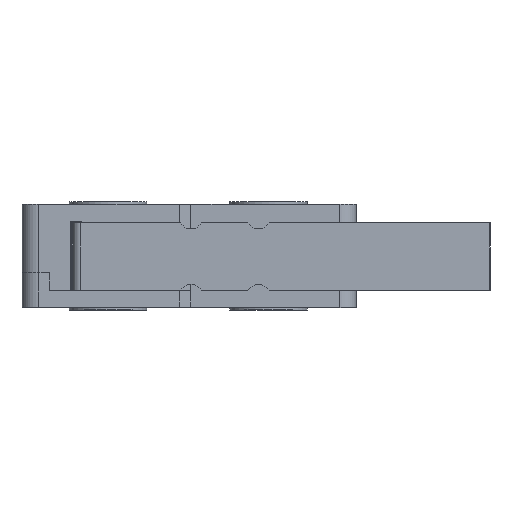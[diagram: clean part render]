
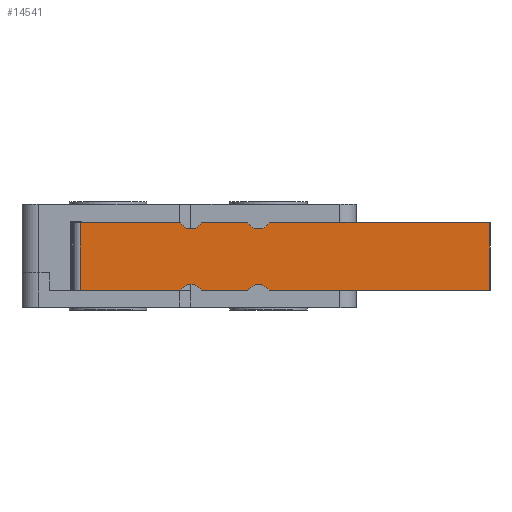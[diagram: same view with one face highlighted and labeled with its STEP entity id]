
A CAD part, top view. The second image highlights one B-rep face of the part: STEP entity #14541.
In plain terms, the highlighted planar face has unit normal (-0.013, 0, 1).
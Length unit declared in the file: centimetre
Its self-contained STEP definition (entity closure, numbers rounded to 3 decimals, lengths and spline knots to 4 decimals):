
#804=CIRCLE('',#15361,0.075);
#806=CIRCLE('',#15364,0.075);
#807=CIRCLE('',#15366,0.075);
#809=CIRCLE('',#15369,0.075);
#962=FACE_OUTER_BOUND('',#1768,.T.);
#1768=EDGE_LOOP('',(#9633,#9634,#9635,#9636,#9637,#9638,#9639,#9640,#9641,
#9642,#9643,#9644));
#2650=LINE('',#19057,#4287);
#2652=LINE('',#19060,#4289);
#2653=LINE('',#19063,#4290);
#2654=LINE('',#19064,#4291);
#2655=LINE('',#19065,#4292);
#2656=LINE('',#19067,#4293);
#2657=LINE('',#19069,#4294);
#2658=LINE('',#19070,#4295);
#4287=VECTOR('',#16085,1.);
#4289=VECTOR('',#16089,1.);
#4290=VECTOR('',#16092,1.);
#4291=VECTOR('',#16093,1.);
#4292=VECTOR('',#16094,1.);
#4293=VECTOR('',#16095,1.);
#4294=VECTOR('',#16096,1.);
#4295=VECTOR('',#16097,1.);
#5911=VERTEX_POINT('',#19013);
#5913=VERTEX_POINT('',#19017);
#5915=VERTEX_POINT('',#19022);
#5917=VERTEX_POINT('',#19026);
#5918=VERTEX_POINT('',#19030);
#5920=VERTEX_POINT('',#19033);
#5922=VERTEX_POINT('',#19039);
#5924=VERTEX_POINT('',#19042);
#5929=VERTEX_POINT('',#19055);
#5930=VERTEX_POINT('',#19062);
#5931=VERTEX_POINT('',#19066);
#5932=VERTEX_POINT('',#19068);
#7384=EDGE_CURVE('',#5911,#5913,#804,.T.);
#7388=EDGE_CURVE('',#5915,#5917,#806,.T.);
#7390=EDGE_CURVE('',#5920,#5918,#807,.T.);
#7394=EDGE_CURVE('',#5924,#5922,#809,.T.);
#7402=EDGE_CURVE('',#5917,#5929,#2650,.T.);
#7404=EDGE_CURVE('',#5913,#5915,#2652,.T.);
#7405=EDGE_CURVE('',#5930,#5929,#2653,.T.);
#7406=EDGE_CURVE('',#5930,#5920,#2654,.T.);
#7407=EDGE_CURVE('',#5918,#5924,#2655,.T.);
#7408=EDGE_CURVE('',#5922,#5931,#2656,.T.);
#7409=EDGE_CURVE('',#5932,#5931,#2657,.T.);
#7410=EDGE_CURVE('',#5932,#5911,#2658,.T.);
#9633=ORIENTED_EDGE('',*,*,#7384,.T.);
#9634=ORIENTED_EDGE('',*,*,#7404,.T.);
#9635=ORIENTED_EDGE('',*,*,#7388,.T.);
#9636=ORIENTED_EDGE('',*,*,#7402,.T.);
#9637=ORIENTED_EDGE('',*,*,#7405,.F.);
#9638=ORIENTED_EDGE('',*,*,#7406,.T.);
#9639=ORIENTED_EDGE('',*,*,#7390,.T.);
#9640=ORIENTED_EDGE('',*,*,#7407,.T.);
#9641=ORIENTED_EDGE('',*,*,#7394,.T.);
#9642=ORIENTED_EDGE('',*,*,#7408,.T.);
#9643=ORIENTED_EDGE('',*,*,#7409,.F.);
#9644=ORIENTED_EDGE('',*,*,#7410,.T.);
#14026=PLANE('',#15375);
#14541=ADVANCED_FACE('',(#962),#14026,.T.);
#15361=AXIS2_PLACEMENT_3D('',#19019,#16050,#16051);
#15364=AXIS2_PLACEMENT_3D('',#19028,#16058,#16059);
#15366=AXIS2_PLACEMENT_3D('',#19034,#16063,#16064);
#15369=AXIS2_PLACEMENT_3D('',#19043,#16071,#16072);
#15375=AXIS2_PLACEMENT_3D('',#19061,#16090,#16091);
#16050=DIRECTION('center_axis',(0.013,0.,
-1.));
#16051=DIRECTION('ref_axis',(-1.,0.,-0.013));
#16058=DIRECTION('center_axis',(0.013,0.,
-1.));
#16059=DIRECTION('ref_axis',(-1.,0.,-0.013));
#16063=DIRECTION('center_axis',(0.013,0.,
-1.));
#16064=DIRECTION('ref_axis',(-1.,0.,-0.013));
#16071=DIRECTION('center_axis',(0.013,0.,
-1.));
#16072=DIRECTION('ref_axis',(-1.,0.,-0.013));
#16085=DIRECTION('',(-1.,0.,-0.013));
#16089=DIRECTION('',(-1.,0.,-0.013));
#16090=DIRECTION('center_axis',(-0.013,0.,
1.));
#16091=DIRECTION('ref_axis',(1.,0.,0.013));
#16092=DIRECTION('',(0.,1.,0.));
#16093=DIRECTION('',(1.,0.,0.013));
#16094=DIRECTION('',(1.,0.,0.013));
#16095=DIRECTION('',(1.,0.,0.013));
#16096=DIRECTION('',(0.,-1.,0.));
#16097=DIRECTION('',(-1.,0.,-0.013));
#19013=CARTESIAN_POINT('',(0.9539,-0.11,0.89));
#19017=CARTESIAN_POINT('',(0.827,-0.11,0.8884));
#19019=CARTESIAN_POINT('Origin',(0.8904,-0.07,
0.8892));
#19022=CARTESIAN_POINT('',(0.5539,-0.11,0.8847));
#19026=CARTESIAN_POINT('',(0.427,-0.11,0.883));
#19028=CARTESIAN_POINT('Origin',(0.4904,-0.07,
0.8839));
#19030=CARTESIAN_POINT('',(0.5539,-0.51,0.8847));
#19033=CARTESIAN_POINT('',(0.427,-0.51,0.883));
#19034=CARTESIAN_POINT('Origin',(0.4904,-0.55,0.8839));
#19039=CARTESIAN_POINT('',(0.9539,-0.51,0.89));
#19042=CARTESIAN_POINT('',(0.827,-0.51,0.8884));
#19043=CARTESIAN_POINT('Origin',(0.8904,-0.55,0.8892));
#19055=CARTESIAN_POINT('',(-0.1645,-0.11,0.8752));
#19057=CARTESIAN_POINT('',(-0.1645,-0.11,0.8752));
#19060=CARTESIAN_POINT('',(-0.1645,-0.11,0.8752));
#19061=CARTESIAN_POINT('Origin',(2.2603,-0.31,0.9074));
#19062=CARTESIAN_POINT('',(-0.1645,-0.51,0.8752));
#19063=CARTESIAN_POINT('',(-0.1645,-0.31,0.8752));
#19064=CARTESIAN_POINT('',(-0.1645,-0.51,0.8752));
#19065=CARTESIAN_POINT('',(-0.1645,-0.51,0.8752));
#19066=CARTESIAN_POINT('',(2.2603,-0.51,0.9074));
#19067=CARTESIAN_POINT('',(-0.1645,-0.51,0.8752));
#19068=CARTESIAN_POINT('',(2.2603,-0.11,0.9074));
#19069=CARTESIAN_POINT('',(2.2603,-0.31,0.9074));
#19070=CARTESIAN_POINT('',(-0.1645,-0.11,0.8752));
